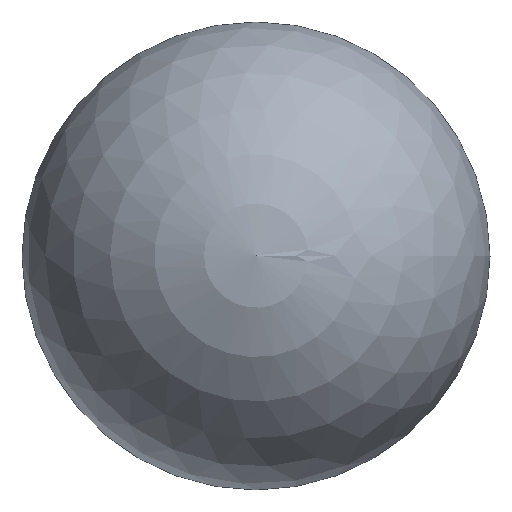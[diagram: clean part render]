
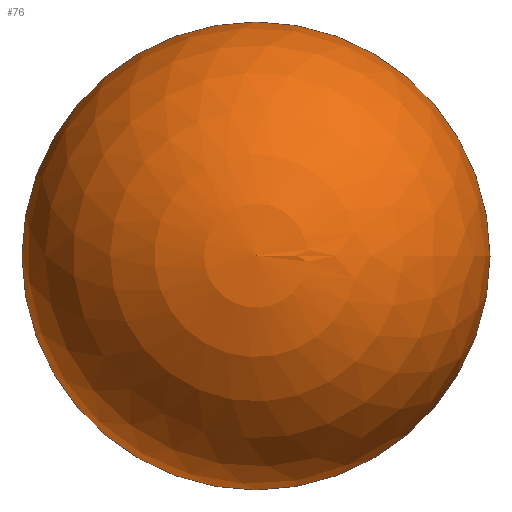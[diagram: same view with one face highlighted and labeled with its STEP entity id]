
A CAD part, top view. The second image highlights one B-rep face of the part: STEP entity #76.
In plain terms, the highlighted spherical face has radius 32.5 mm.
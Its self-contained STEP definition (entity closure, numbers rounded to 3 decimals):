
#1 = ORIENTED_EDGE ( 'NONE', *, *, #59, .F. ) ;
#3 = VERTEX_POINT ( 'NONE', #87 ) ;
#10 = SPHERICAL_SURFACE ( 'NONE', #114, 32.5 ) ;
#22 = DIRECTION ( 'NONE',  ( 1., 0., 0. ) ) ;
#23 = CARTESIAN_POINT ( 'NONE',  ( 0., 0., 0. ) ) ;
#26 = CIRCLE ( 'NONE', #28, 32.5 ) ;
#28 = AXIS2_PLACEMENT_3D ( 'NONE', #57, #95, #48 ) ;
#34 = AXIS2_PLACEMENT_3D ( 'NONE', #23, #69, #105 ) ;
#35 = DIRECTION ( 'NONE',  ( 0., 0., -1. ) ) ;
#46 = EDGE_CURVE ( 'NONE', #121, #3, #26, .T. ) ;
#48 = DIRECTION ( 'NONE',  ( 1., 0., 0. ) ) ;
#50 = CIRCLE ( 'NONE', #34, 32.5 ) ;
#57 = CARTESIAN_POINT ( 'NONE',  ( 0., 0., 0. ) ) ;
#59 = EDGE_CURVE ( 'NONE', #121, #3, #50, .T. ) ;
#69 = DIRECTION ( 'NONE',  ( 0., 0., -1. ) ) ;
#70 = ORIENTED_EDGE ( 'NONE', *, *, #46, .T. ) ;
#74 = CARTESIAN_POINT ( 'NONE',  ( 0., 0., 0. ) ) ;
#76 = ADVANCED_FACE ( 'NONE', ( #100 ), #10, .T. ) ;
#78 = EDGE_LOOP ( 'NONE', ( #1, #70 ) ) ;
#87 = CARTESIAN_POINT ( 'NONE',  ( 0., 32.5, 0. ) ) ;
#94 = CARTESIAN_POINT ( 'NONE',  ( 0., -32.5, 0. ) ) ;
#95 = DIRECTION ( 'NONE',  ( 0., 0., 1. ) ) ;
#100 = FACE_OUTER_BOUND ( 'NONE', #78, .T. ) ;
#105 = DIRECTION ( 'NONE',  ( -1., 0., 0. ) ) ;
#114 = AXIS2_PLACEMENT_3D ( 'NONE', #74, #35, #22 ) ;
#121 = VERTEX_POINT ( 'NONE', #94 ) ;
